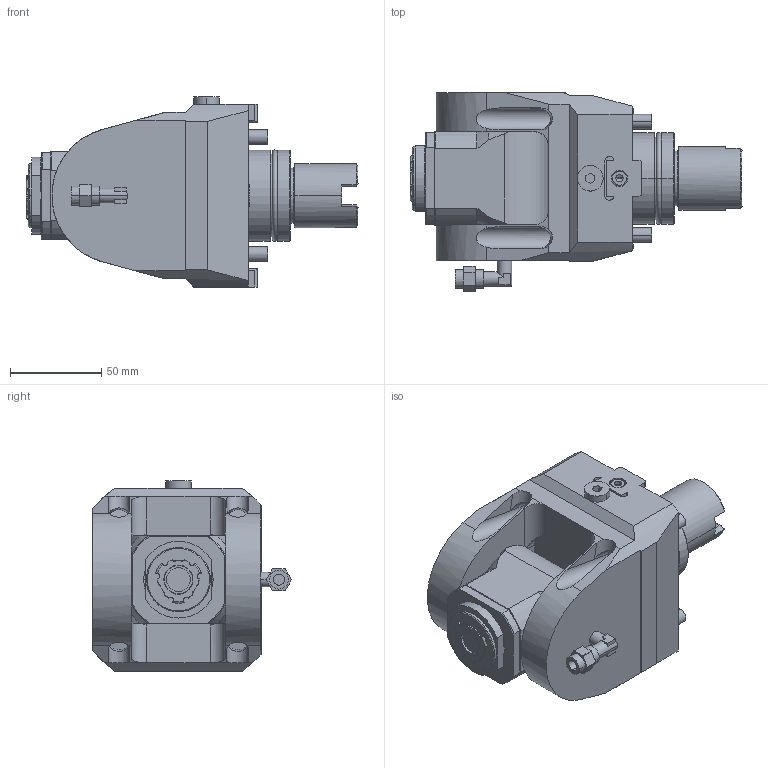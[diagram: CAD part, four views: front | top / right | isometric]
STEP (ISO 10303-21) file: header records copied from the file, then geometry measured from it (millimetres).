
FILE_DESCRIPTION((''),'2;1');
FILE_NAME('TKW0500120_CONF','2023-08-09T17:53:49',('alessandro'),('M.T. srl'),'CREO PARAMETRIC BY PTC INC, 2021072','CREO PARAMETRIC BY PTC INC, 2021072','');
FILE_SCHEMA(('CONFIG_CONTROL_DESIGN'));
Length unit declared in the file: millimetre
Products named in the file (1): TKW0500120_CONF
Bounding box: 181.66 x 108.87 x 104 mm (x, y, z)
Volume: 776448.2 mm3; surface area: 87290.3 mm2
Topology: 1 solids, 1 shells, 434 faces, 1106 edges, 703 vertices
Faces by surface type: plane 201, cylinder 147, cone 59, torus 19, bspline 6, extrusion 2
Entity records: 14481 total; most frequent: CARTESIAN_POINT 3998, ORIENTED_EDGE 2204, DIRECTION 2137, EDGE_CURVE 1102, AXIS2_PLACEMENT_3D 772, VERTEX_POINT 703, VECTOR 593, LINE 591
